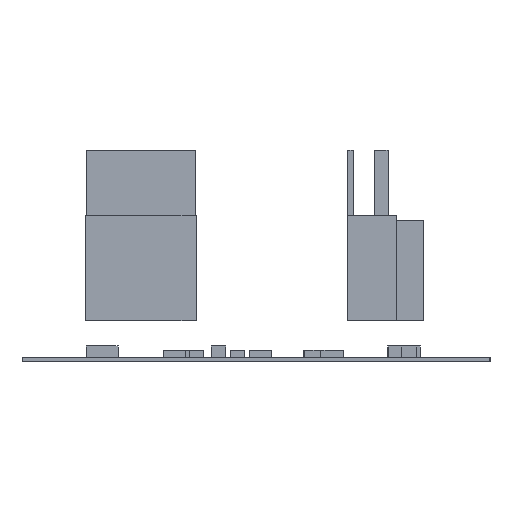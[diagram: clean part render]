
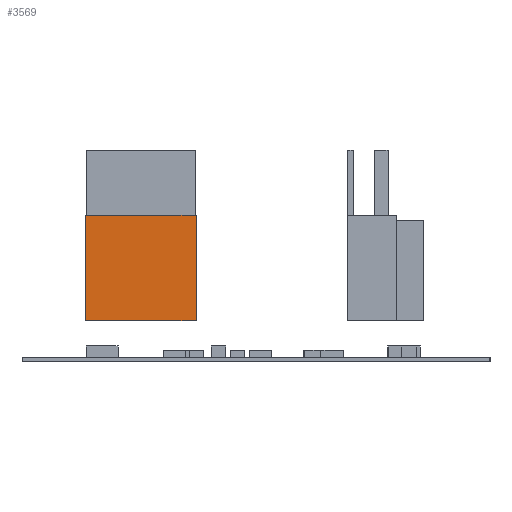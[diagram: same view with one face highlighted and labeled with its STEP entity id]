
A CAD part, left-side view. The second image highlights one B-rep face of the part: STEP entity #3569.
In plain terms, the highlighted planar face has unit normal (-1, 0, 0).
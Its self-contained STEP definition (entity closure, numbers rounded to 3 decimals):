
#3471 = EDGE_CURVE('',#3472,#3474,#3476,.T.);
#3472 = VERTEX_POINT('',#3473);
#3473 = CARTESIAN_POINT('',(75.797,38.738,
    3.5));
#3474 = VERTEX_POINT('',#3475);
#3475 = CARTESIAN_POINT('',(75.797,38.738,
    13.5));
#3476 = LINE('',#3477,#3478);
#3477 = CARTESIAN_POINT('',(75.797,38.738,
    3.5));
#3478 = VECTOR('',#3479,1.);
#3479 = DIRECTION('',(0.,0.,1.));
#3544 = VERTEX_POINT('',#3545);
#3545 = CARTESIAN_POINT('',(75.797,28.238,
    13.5));
#3551 = EDGE_CURVE('',#3552,#3544,#3554,.T.);
#3552 = VERTEX_POINT('',#3553);
#3553 = CARTESIAN_POINT('',(75.797,28.238,
    3.5));
#3554 = LINE('',#3555,#3556);
#3555 = CARTESIAN_POINT('',(75.797,28.238,
    3.5));
#3556 = VECTOR('',#3557,1.);
#3557 = DIRECTION('',(0.,0.,1.));
#3569 = ADVANCED_FACE('',(#3570),#3586,.T.);
#3570 = FACE_BOUND('',#3571,.T.);
#3571 = EDGE_LOOP('',(#3572,#3573,#3579,#3580));
#3572 = ORIENTED_EDGE('',*,*,#3551,.T.);
#3573 = ORIENTED_EDGE('',*,*,#3574,.T.);
#3574 = EDGE_CURVE('',#3544,#3474,#3575,.T.);
#3575 = LINE('',#3576,#3577);
#3576 = CARTESIAN_POINT('',(75.797,28.238,
    13.5));
#3577 = VECTOR('',#3578,1.);
#3578 = DIRECTION('',(0.,1.,0.));
#3579 = ORIENTED_EDGE('',*,*,#3471,.F.);
#3580 = ORIENTED_EDGE('',*,*,#3581,.F.);
#3581 = EDGE_CURVE('',#3552,#3472,#3582,.T.);
#3582 = LINE('',#3583,#3584);
#3583 = CARTESIAN_POINT('',(75.797,28.238,
    3.5));
#3584 = VECTOR('',#3585,1.);
#3585 = DIRECTION('',(0.,1.,0.));
#3586 = PLANE('',#3587);
#3587 = AXIS2_PLACEMENT_3D('',#3588,#3589,#3590);
#3588 = CARTESIAN_POINT('',(75.797,28.238,
    3.5));
#3589 = DIRECTION('',(-1.,0.,0.));
#3590 = DIRECTION('',(0.,1.,0.));
